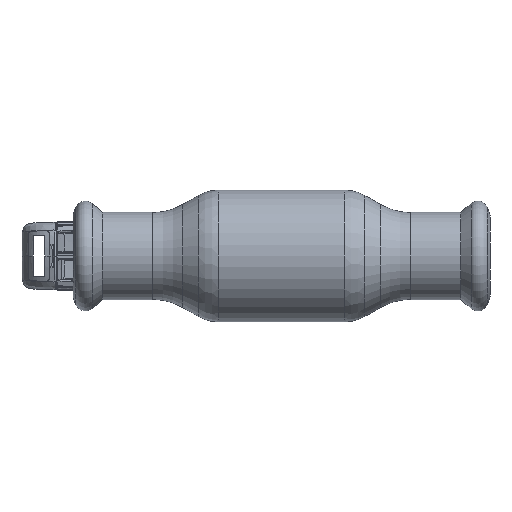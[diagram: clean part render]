
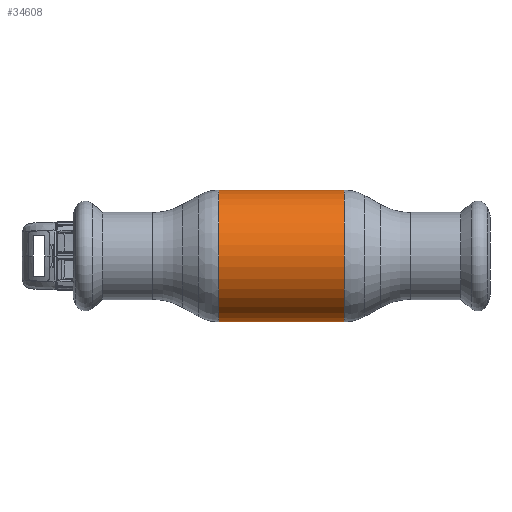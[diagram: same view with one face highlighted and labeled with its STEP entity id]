
A CAD part, front view. The second image highlights one B-rep face of the part: STEP entity #34608.
In plain terms, the highlighted cylindrical face has radius 19 mm (diameter 38 mm), a partial arc.
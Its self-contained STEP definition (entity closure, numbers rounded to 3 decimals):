
#1952 = CIRCLE ( 'NONE', #42629, 19. ) ;
#5811 = ORIENTED_EDGE ( 'NONE', *, *, #50204, .F. ) ;
#7003 = DIRECTION ( 'NONE',  ( 0., 0., 1. ) ) ;
#7499 = DIRECTION ( 'NONE',  ( -1., 0., 0. ) ) ;
#7956 = FACE_OUTER_BOUND ( 'NONE', #27504, .T. ) ;
#9130 = DIRECTION ( 'NONE',  ( -1., 0., 0. ) ) ;
#11746 = DIRECTION ( 'NONE',  ( -1., 0., 0. ) ) ;
#13932 = DIRECTION ( 'NONE',  ( -1., 0., 0. ) ) ;
#19086 = CARTESIAN_POINT ( 'NONE',  ( -62.69, 0., 19. ) ) ;
#19964 = CARTESIAN_POINT ( 'NONE',  ( 18.035, 0., 0. ) ) ;
#20123 = ORIENTED_EDGE ( 'NONE', *, *, #34722, .T. ) ;
#24752 = ORIENTED_EDGE ( 'NONE', *, *, #63746, .F. ) ;
#25009 = DIRECTION ( 'NONE',  ( 0., 0., 1. ) ) ;
#25211 = CIRCLE ( 'NONE', #58197, 19. ) ;
#27504 = EDGE_LOOP ( 'NONE', ( #5811, #20123, #42913, #24752 ) ) ;
#29414 = CARTESIAN_POINT ( 'NONE',  ( -18.035, 0., 0. ) ) ;
#32712 = CARTESIAN_POINT ( 'NONE',  ( -18.035, 0., 19. ) ) ;
#33624 = DIRECTION ( 'NONE',  ( 0., 0., 1. ) ) ;
#33811 = LINE ( 'NONE', #19086, #36436 ) ;
#34608 = ADVANCED_FACE ( 'NONE', ( #7956 ), #49344, .T. ) ;
#34722 = EDGE_CURVE ( 'NONE', #60898, #60409, #25211, .T. ) ;
#36436 = VECTOR ( 'NONE', #9130, 1000. ) ;
#37023 = CARTESIAN_POINT ( 'NONE',  ( 18.035, 0., 19. ) ) ;
#39906 = VECTOR ( 'NONE', #7499, 1000. ) ;
#42094 = AXIS2_PLACEMENT_3D ( 'NONE', #66575, #11746, #33624 ) ;
#42629 = AXIS2_PLACEMENT_3D ( 'NONE', #29414, #50838, #7003 ) ;
#42913 = ORIENTED_EDGE ( 'NONE', *, *, #54977, .T. ) ;
#45795 = CARTESIAN_POINT ( 'NONE',  ( -62.69, 0., -19. ) ) ;
#46490 = VERTEX_POINT ( 'NONE', #32712 ) ;
#48008 = CARTESIAN_POINT ( 'NONE',  ( 18.035, 0., -19. ) ) ;
#49344 = CYLINDRICAL_SURFACE ( 'NONE', #42094, 19. ) ;
#50204 = EDGE_CURVE ( 'NONE', #60898, #62927, #66558, .T. ) ;
#50838 = DIRECTION ( 'NONE',  ( -1., 0., 0. ) ) ;
#54977 = EDGE_CURVE ( 'NONE', #60409, #46490, #33811, .T. ) ;
#58197 = AXIS2_PLACEMENT_3D ( 'NONE', #19964, #13932, #25009 ) ;
#60409 = VERTEX_POINT ( 'NONE', #37023 ) ;
#60898 = VERTEX_POINT ( 'NONE', #48008 ) ;
#62927 = VERTEX_POINT ( 'NONE', #70869 ) ;
#63746 = EDGE_CURVE ( 'NONE', #62927, #46490, #1952, .T. ) ;
#66558 = LINE ( 'NONE', #45795, #39906 ) ;
#66575 = CARTESIAN_POINT ( 'NONE',  ( -62.69, 0., 0. ) ) ;
#70869 = CARTESIAN_POINT ( 'NONE',  ( -18.035, 0., -19. ) ) ;
